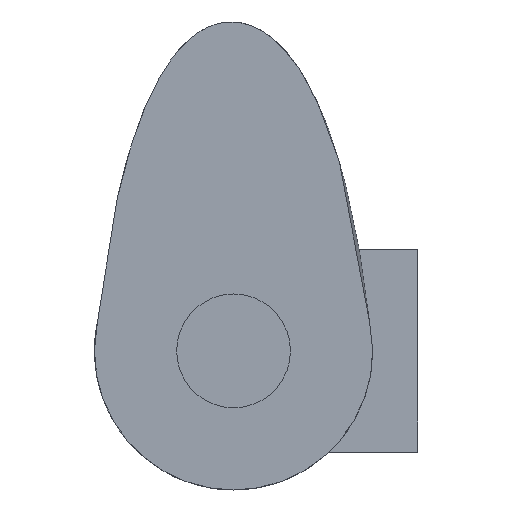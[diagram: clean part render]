
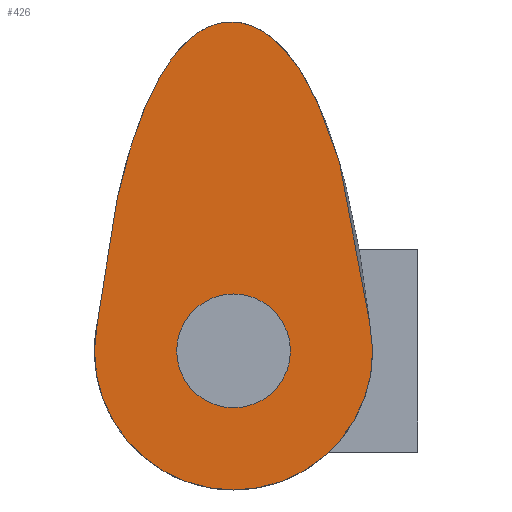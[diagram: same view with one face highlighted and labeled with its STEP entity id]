
A CAD part, left-side view. The second image highlights one B-rep face of the part: STEP entity #426.
In plain terms, the highlighted planar face has unit normal (-1, 0, 0).
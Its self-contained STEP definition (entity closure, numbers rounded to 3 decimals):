
#21=FACE_BOUND('',#99,.T.);
#25=(
BOUNDED_CURVE()
B_SPLINE_CURVE(5,(#775,#776,#777,#778,#779,#780),.UNSPECIFIED.,.F.,.F.)
B_SPLINE_CURVE_WITH_KNOTS((6,6),(0.,0.025),.UNSPECIFIED.)
CURVE()
GEOMETRIC_REPRESENTATION_ITEM()
RATIONAL_B_SPLINE_CURVE((1.,1.,1.,1.,1.,1.))
REPRESENTATION_ITEM('')
);
#26=(
BOUNDED_CURVE()
B_SPLINE_CURVE(5,(#814,#815,#816,#817,#818,#819,#820,#821,#822,#823,#824,
#825,#826,#827,#828),.UNSPECIFIED.,.F.,.F.)
B_SPLINE_CURVE_WITH_KNOTS((6,1,1,1,1,1,1,1,1,1,6),(0.025,0.1,
0.2,0.3,0.4,0.5,0.6,0.7,0.8,0.9,0.977),.UNSPECIFIED.)
CURVE()
GEOMETRIC_REPRESENTATION_ITEM()
RATIONAL_B_SPLINE_CURVE((1.,1.,1.,1.,1.,1.,1.,1.,1.,1.,1.,1.,1.,1.,1.))
REPRESENTATION_ITEM('')
);
#28=(
BOUNDED_CURVE()
B_SPLINE_CURVE(5,(#858,#859,#860,#861,#862,#863),.UNSPECIFIED.,.F.,.F.)
B_SPLINE_CURVE_WITH_KNOTS((6,6),(0.977,1.),.UNSPECIFIED.)
CURVE()
GEOMETRIC_REPRESENTATION_ITEM()
RATIONAL_B_SPLINE_CURVE((1.,1.,1.,1.,1.,1.))
REPRESENTATION_ITEM('')
);
#49=PLANE('',#475);
#72=FACE_OUTER_BOUND('',#98,.T.);
#98=EDGE_LOOP('',(#394,#395,#396,#397));
#99=EDGE_LOOP('',(#398));
#167=CIRCLE('',#443,2.25);
#178=CIRCLE('',#472,5.5);
#181=VERTEX_POINT('',#585);
#215=VERTEX_POINT('',#773);
#216=VERTEX_POINT('',#774);
#217=VERTEX_POINT('',#813);
#218=VERTEX_POINT('',#857);
#221=EDGE_CURVE('',#181,#181,#167,.T.);
#269=EDGE_CURVE('',#215,#216,#25,.T.);
#272=EDGE_CURVE('',#216,#217,#26,.T.);
#275=EDGE_CURVE('',#217,#218,#28,.T.);
#277=EDGE_CURVE('',#215,#218,#178,.T.);
#394=ORIENTED_EDGE('',*,*,#277,.F.);
#395=ORIENTED_EDGE('',*,*,#269,.T.);
#396=ORIENTED_EDGE('',*,*,#272,.T.);
#397=ORIENTED_EDGE('',*,*,#275,.T.);
#398=ORIENTED_EDGE('',*,*,#221,.T.);
#426=ADVANCED_FACE('',(#72,#21),#49,.F.);
#443=AXIS2_PLACEMENT_3D('',#587,#483,#484);
#472=AXIS2_PLACEMENT_3D('',#866,#573,#574);
#475=AXIS2_PLACEMENT_3D('',#869,#579,#580);
#483=DIRECTION('center_axis',(1.,0.,0.));
#484=DIRECTION('ref_axis',(0.,-1.,0.));
#573=DIRECTION('center_axis',(1.,0.,0.));
#574=DIRECTION('ref_axis',(0.,-0.977,0.213));
#579=DIRECTION('center_axis',(1.,0.,0.));
#580=DIRECTION('ref_axis',(0.,1.,0.));
#585=CARTESIAN_POINT('',(0.,2.25,0.));
#587=CARTESIAN_POINT('Origin',(0.,0.,0.));
#773=CARTESIAN_POINT('',(0.,-5.5,0.));
#774=CARTESIAN_POINT('',(0.,-5.373,1.174));
#775=CARTESIAN_POINT('Ctrl Pts',(0.,-5.5,0.));
#776=CARTESIAN_POINT('Ctrl Pts',(0.,-5.476,0.24));
#777=CARTESIAN_POINT('Ctrl Pts',(0.,-5.452,0.477));
#778=CARTESIAN_POINT('Ctrl Pts',(0.,-5.426,0.712));
#779=CARTESIAN_POINT('Ctrl Pts',(0.,-5.4,0.944));
#780=CARTESIAN_POINT('Ctrl Pts',(0.,-5.373,1.174));
#813=CARTESIAN_POINT('',(0.,5.384,1.125));
#814=CARTESIAN_POINT('Ctrl Pts',(0.,-5.373,1.174));
#815=CARTESIAN_POINT('Ctrl Pts',(0.,-5.292,1.871));
#816=CARTESIAN_POINT('Ctrl Pts',(0.,-5.084,3.44));
#817=CARTESIAN_POINT('Ctrl Pts',(0.,-4.695,5.705));
#818=CARTESIAN_POINT('Ctrl Pts',(0.,-4.028,8.36));
#819=CARTESIAN_POINT('Ctrl Pts',(0.,-2.944,10.925));
#820=CARTESIAN_POINT('Ctrl Pts',(0.,-1.562,12.643));
#821=CARTESIAN_POINT('Ctrl Pts',(0.,0.,13.286));
#822=CARTESIAN_POINT('Ctrl Pts',(0.,1.562,12.783));
#823=CARTESIAN_POINT('Ctrl Pts',(0.,2.944,11.151));
#824=CARTESIAN_POINT('Ctrl Pts',(0.,4.032,8.586));
#825=CARTESIAN_POINT('Ctrl Pts',(0.,4.702,5.866));
#826=CARTESIAN_POINT('Ctrl Pts',(0.,5.092,3.514));
#827=CARTESIAN_POINT('Ctrl Pts',(0.,5.301,1.868));
#828=CARTESIAN_POINT('Ctrl Pts',(0.,5.384,1.125));
#857=CARTESIAN_POINT('',(0.,5.5,0.));
#858=CARTESIAN_POINT('Ctrl Pts',(0.,5.384,1.125));
#859=CARTESIAN_POINT('Ctrl Pts',(0.,5.408,0.904));
#860=CARTESIAN_POINT('Ctrl Pts',(0.,5.432,0.682));
#861=CARTESIAN_POINT('Ctrl Pts',(0.,5.456,0.457));
#862=CARTESIAN_POINT('Ctrl Pts',(0.,5.478,0.23));
#863=CARTESIAN_POINT('Ctrl Pts',(0.,5.5,0.));
#866=CARTESIAN_POINT('Origin',(0.,0.,0.));
#869=CARTESIAN_POINT('Origin',(0.,0.,3.893));
